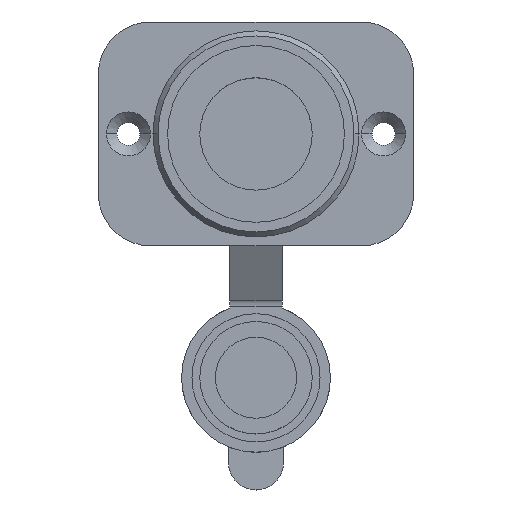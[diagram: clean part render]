
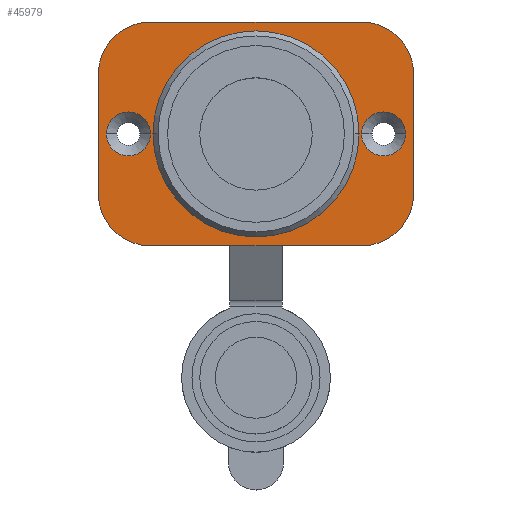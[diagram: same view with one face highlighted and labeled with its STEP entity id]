
A CAD part, top view. The second image highlights one B-rep face of the part: STEP entity #45979.
In plain terms, the highlighted planar face has unit normal (0, 0, 1).
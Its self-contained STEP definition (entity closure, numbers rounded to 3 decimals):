
#285 = VERTEX_POINT ( 'NONE', #27916 ) ;
#338 = DIRECTION ( 'NONE',  ( 0., 0., 1. ) ) ;
#551 = PLANE ( 'NONE',  #80559 ) ;
#1328 = ORIENTED_EDGE ( 'NONE', *, *, #54601, .T. ) ;
#1418 = ORIENTED_EDGE ( 'NONE', *, *, #48264, .T. ) ;
#2047 = ORIENTED_EDGE ( 'NONE', *, *, #4399, .F. ) ;
#3299 = VECTOR ( 'NONE', #11846, 1000. ) ;
#4399 = EDGE_CURVE ( 'NONE', #13480, #53703, #38954, .T. ) ;
#5334 = LINE ( 'NONE', #7691, #61162 ) ;
#5402 = LINE ( 'NONE', #31092, #3299 ) ;
#5532 = CARTESIAN_POINT ( 'NONE',  ( 20.15, -11.4, 4. ) ) ;
#6143 = EDGE_LOOP ( 'NONE', ( #25310, #2047 ) ) ;
#7098 = EDGE_CURVE ( 'NONE', #51154, #57377, #11896, .T. ) ;
#7691 = CARTESIAN_POINT ( 'NONE',  ( -20.15, -21.4, 4. ) ) ;
#9303 = CIRCLE ( 'NONE', #15460, 4.2 ) ;
#9675 = DIRECTION ( 'NONE',  ( 0., 0., -1. ) ) ;
#9771 = DIRECTION ( 'NONE',  ( 0., 0., 1. ) ) ;
#9985 = FACE_BOUND ( 'NONE', #6143, .T. ) ;
#10030 = CARTESIAN_POINT ( 'NONE',  ( 0., 0., 4. ) ) ;
#11377 = VERTEX_POINT ( 'NONE', #64286 ) ;
#11810 = CIRCLE ( 'NONE', #78670, 10. ) ;
#11846 = DIRECTION ( 'NONE',  ( -1., 0., 0. ) ) ;
#11896 = CIRCLE ( 'NONE', #47052, 10. ) ;
#12860 = EDGE_CURVE ( 'NONE', #32224, #73139, #11810, .T. ) ;
#13480 = VERTEX_POINT ( 'NONE', #18098 ) ;
#13873 = AXIS2_PLACEMENT_3D ( 'NONE', #45831, #20468, #14347 ) ;
#14285 = LINE ( 'NONE', #75708, #58161 ) ;
#14347 = DIRECTION ( 'NONE',  ( -1., 0., 0. ) ) ;
#14387 = VECTOR ( 'NONE', #37878, 1000. ) ;
#14668 = DIRECTION ( 'NONE',  ( 1., 0., 0. ) ) ;
#15460 = AXIS2_PLACEMENT_3D ( 'NONE', #66819, #9675, #41187 ) ;
#16203 = ORIENTED_EDGE ( 'NONE', *, *, #28973, .T. ) ;
#18098 = CARTESIAN_POINT ( 'NONE',  ( 20.2, 0., 4. ) ) ;
#18267 = DIRECTION ( 'NONE',  ( 0., -1., 0. ) ) ;
#18982 = CARTESIAN_POINT ( 'NONE',  ( 0., 0., 4. ) ) ;
#19927 = DIRECTION ( 'NONE',  ( -1., 0., 0. ) ) ;
#20365 = ORIENTED_EDGE ( 'NONE', *, *, #50696, .F. ) ;
#20468 = DIRECTION ( 'NONE',  ( 0., 0., -1. ) ) ;
#25070 = CARTESIAN_POINT ( 'NONE',  ( 19.7, 0., 4. ) ) ;
#25175 = CIRCLE ( 'NONE', #76654, 10. ) ;
#25239 = CARTESIAN_POINT ( 'NONE',  ( -20.15, -21.4, 4. ) ) ;
#25310 = ORIENTED_EDGE ( 'NONE', *, *, #46910, .F. ) ;
#25337 = ORIENTED_EDGE ( 'NONE', *, *, #52542, .T. ) ;
#26086 = AXIS2_PLACEMENT_3D ( 'NONE', #76188, #338, #63880 ) ;
#27323 = VERTEX_POINT ( 'NONE', #68786 ) ;
#27916 = CARTESIAN_POINT ( 'NONE',  ( -19.7, 0., 4. ) ) ;
#28005 = EDGE_CURVE ( 'NONE', #285, #76307, #40232, .T. ) ;
#28973 = EDGE_CURVE ( 'NONE', #36437, #76197, #5334, .T. ) ;
#29474 = VERTEX_POINT ( 'NONE', #68402 ) ;
#31092 = CARTESIAN_POINT ( 'NONE',  ( 20.15, 21.4, 4. ) ) ;
#31302 = EDGE_LOOP ( 'NONE', ( #78317, #20365 ) ) ;
#32224 = VERTEX_POINT ( 'NONE', #65923 ) ;
#33061 = AXIS2_PLACEMENT_3D ( 'NONE', #10030, #34859, #67740 ) ;
#33238 = EDGE_CURVE ( 'NONE', #76197, #11377, #25175, .T. ) ;
#33901 = CARTESIAN_POINT ( 'NONE',  ( 20.15, 21.4, 4. ) ) ;
#34859 = DIRECTION ( 'NONE',  ( 0., 0., 1. ) ) ;
#36437 = VERTEX_POINT ( 'NONE', #25239 ) ;
#37014 = EDGE_LOOP ( 'NONE', ( #55231, #47074, #64846, #39256, #1418, #16203, #70773, #57449 ) ) ;
#37329 = CARTESIAN_POINT ( 'NONE',  ( -30.15, -11.4, 4. ) ) ;
#37541 = CARTESIAN_POINT ( 'NONE',  ( 24.4, 0., 4. ) ) ;
#37878 = DIRECTION ( 'NONE',  ( 0., 1., 0. ) ) ;
#38687 = AXIS2_PLACEMENT_3D ( 'NONE', #18982, #50475, #70005 ) ;
#38954 = CIRCLE ( 'NONE', #74769, 4.2 ) ;
#39256 = ORIENTED_EDGE ( 'NONE', *, *, #53293, .T. ) ;
#39723 = DIRECTION ( 'NONE',  ( 0., 0., 1. ) ) ;
#40232 = CIRCLE ( 'NONE', #38687, 19.7 ) ;
#41187 = DIRECTION ( 'NONE',  ( -1., 0., 0. ) ) ;
#41340 = EDGE_LOOP ( 'NONE', ( #25337, #1328 ) ) ;
#42531 = VERTEX_POINT ( 'NONE', #37329 ) ;
#44285 = LINE ( 'NONE', #44831, #14387 ) ;
#44831 = CARTESIAN_POINT ( 'NONE',  ( 30.15, -11.4, 4. ) ) ;
#45831 = CARTESIAN_POINT ( 'NONE',  ( -24.4, 0., 4. ) ) ;
#45979 = ADVANCED_FACE ( 'NONE', ( #77836, #9985, #73822, #75828 ), #551, .F. ) ;
#46043 = CARTESIAN_POINT ( 'NONE',  ( -20.15, -11.4, 4. ) ) ;
#46910 = EDGE_CURVE ( 'NONE', #53703, #13480, #81723, .T. ) ;
#47052 = AXIS2_PLACEMENT_3D ( 'NONE', #71775, #39723, #19927 ) ;
#47074 = ORIENTED_EDGE ( 'NONE', *, *, #53402, .T. ) ;
#48264 = EDGE_CURVE ( 'NONE', #42531, #36437, #53719, .T. ) ;
#50153 = CARTESIAN_POINT ( 'NONE',  ( 20.15, -21.4, 4. ) ) ;
#50475 = DIRECTION ( 'NONE',  ( 0., 0., 1. ) ) ;
#50600 = DIRECTION ( 'NONE',  ( 0., 0., 1. ) ) ;
#50696 = EDGE_CURVE ( 'NONE', #76307, #285, #63221, .T. ) ;
#50704 = CARTESIAN_POINT ( 'NONE',  ( -30.15, 11.4, 4. ) ) ;
#51154 = VERTEX_POINT ( 'NONE', #80301 ) ;
#52442 = DIRECTION ( 'NONE',  ( -1., 0., 0. ) ) ;
#52542 = EDGE_CURVE ( 'NONE', #27323, #29474, #9303, .T. ) ;
#53293 = EDGE_CURVE ( 'NONE', #73139, #42531, #14285, .T. ) ;
#53402 = EDGE_CURVE ( 'NONE', #57377, #32224, #5402, .T. ) ;
#53703 = VERTEX_POINT ( 'NONE', #59706 ) ;
#53719 = CIRCLE ( 'NONE', #70428, 10. ) ;
#54601 = EDGE_CURVE ( 'NONE', #29474, #27323, #67145, .T. ) ;
#55231 = ORIENTED_EDGE ( 'NONE', *, *, #7098, .T. ) ;
#56190 = EDGE_CURVE ( 'NONE', #11377, #51154, #44285, .T. ) ;
#56561 = DIRECTION ( 'NONE',  ( 0., 0., -1. ) ) ;
#57115 = CARTESIAN_POINT ( 'NONE',  ( 20.15, 11.4, 4. ) ) ;
#57377 = VERTEX_POINT ( 'NONE', #33901 ) ;
#57449 = ORIENTED_EDGE ( 'NONE', *, *, #56190, .T. ) ;
#58161 = VECTOR ( 'NONE', #18267, 1000. ) ;
#59111 = DIRECTION ( 'NONE',  ( 0., 0., 1. ) ) ;
#59706 = CARTESIAN_POINT ( 'NONE',  ( 28.6, 0., 4. ) ) ;
#61162 = VECTOR ( 'NONE', #14668, 1000. ) ;
#62996 = DIRECTION ( 'NONE',  ( -1., 0., 0. ) ) ;
#63221 = CIRCLE ( 'NONE', #33061, 19.7 ) ;
#63880 = DIRECTION ( 'NONE',  ( 1., 0., 0. ) ) ;
#64286 = CARTESIAN_POINT ( 'NONE',  ( 30.15, -11.4, 4. ) ) ;
#64846 = ORIENTED_EDGE ( 'NONE', *, *, #12860, .T. ) ;
#65923 = CARTESIAN_POINT ( 'NONE',  ( -20.15, 21.4, 4. ) ) ;
#66819 = CARTESIAN_POINT ( 'NONE',  ( -24.4, 0., 4. ) ) ;
#66923 = CARTESIAN_POINT ( 'NONE',  ( -20.15, 11.4, 4. ) ) ;
#67145 = CIRCLE ( 'NONE', #13873, 4.2 ) ;
#67740 = DIRECTION ( 'NONE',  ( -1., 0., 0. ) ) ;
#68402 = CARTESIAN_POINT ( 'NONE',  ( -20.2, 0., 4. ) ) ;
#68786 = CARTESIAN_POINT ( 'NONE',  ( -28.6, 0., 4. ) ) ;
#68811 = DIRECTION ( 'NONE',  ( 0., 0., 1. ) ) ;
#69918 = DIRECTION ( 'NONE',  ( 1., 0., 0. ) ) ;
#70005 = DIRECTION ( 'NONE',  ( -1., 0., 0. ) ) ;
#70428 = AXIS2_PLACEMENT_3D ( 'NONE', #46043, #59111, #52442 ) ;
#70773 = ORIENTED_EDGE ( 'NONE', *, *, #33238, .T. ) ;
#71775 = CARTESIAN_POINT ( 'NONE',  ( 20.15, 11.4, 4. ) ) ;
#73139 = VERTEX_POINT ( 'NONE', #50704 ) ;
#73822 = FACE_BOUND ( 'NONE', #31302, .T. ) ;
#74769 = AXIS2_PLACEMENT_3D ( 'NONE', #37541, #50600, #82132 ) ;
#75708 = CARTESIAN_POINT ( 'NONE',  ( -30.15, 11.4, 4. ) ) ;
#75828 = FACE_OUTER_BOUND ( 'NONE', #37014, .T. ) ;
#76188 = CARTESIAN_POINT ( 'NONE',  ( 24.4, 0., 4. ) ) ;
#76197 = VERTEX_POINT ( 'NONE', #50153 ) ;
#76307 = VERTEX_POINT ( 'NONE', #25070 ) ;
#76654 = AXIS2_PLACEMENT_3D ( 'NONE', #5532, #68811, #69918 ) ;
#77836 = FACE_BOUND ( 'NONE', #41340, .T. ) ;
#78317 = ORIENTED_EDGE ( 'NONE', *, *, #28005, .F. ) ;
#78670 = AXIS2_PLACEMENT_3D ( 'NONE', #66923, #9771, #79751 ) ;
#79751 = DIRECTION ( 'NONE',  ( -1., 0., 0. ) ) ;
#80301 = CARTESIAN_POINT ( 'NONE',  ( 30.15, 11.4, 4. ) ) ;
#80559 = AXIS2_PLACEMENT_3D ( 'NONE', #57115, #56561, #62996 ) ;
#81723 = CIRCLE ( 'NONE', #26086, 4.2 ) ;
#82132 = DIRECTION ( 'NONE',  ( 1., 0., 0. ) ) ;
